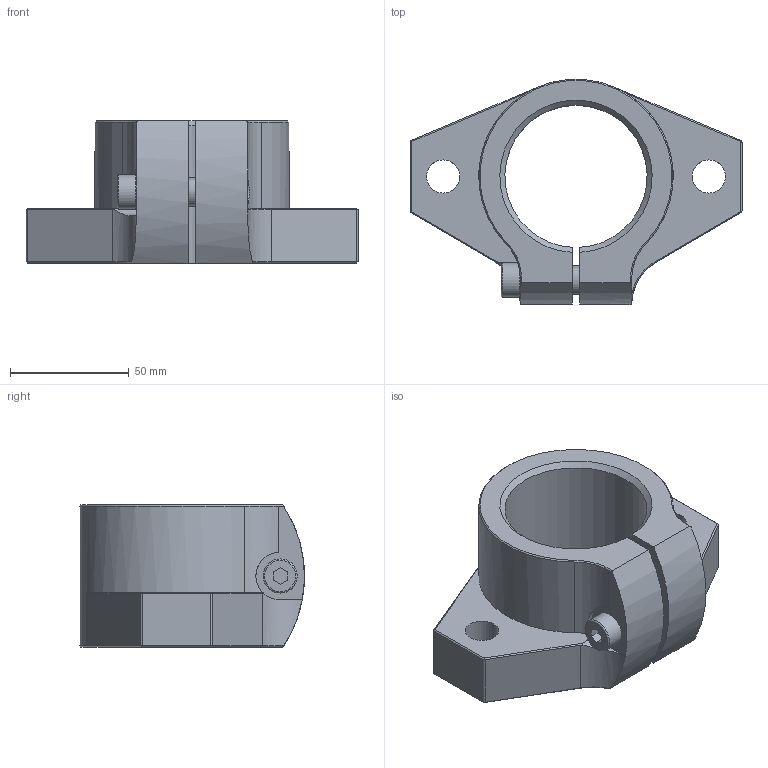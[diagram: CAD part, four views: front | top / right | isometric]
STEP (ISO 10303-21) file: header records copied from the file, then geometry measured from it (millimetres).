
FILE_DESCRIPTION(/* description */ ('STEP AP203'),/* implementation_level */ '2;1');
FILE_NAME(/* name */ 'SHF60',/* time_stamp */ '2022-08-20T08:59:04+02:00',/* author */ ('License CC BY-ND 4.0'),/* organization */ ('CADENAS'),/* preprocessor_version */ 'ST-DEVELOPER v18.102',/* originating_system */ 'PARTsolutions',/* authorisation */ ' ');
FILE_SCHEMA (('CONFIG_CONTROL_DESIGN'));
Length unit declared in the file: millimetre
Products named in the file (3): SHF60; SHF60screw1; SHF60SHF1
Assembly tree (2 placements, depth 2):
  SHF60
    SHF60screw1
    SHF60SHF1
Bounding box: 140 x 94.87 x 60 mm (x, y, z)
Volume: 250407.3 mm3; surface area: 49794.4 mm2
Topology: 2 solids, 2 shells, 78 faces, 191 edges, 118 vertices
Faces by surface type: plane 39, cylinder 19, cone 19, torus 1
Full cylindrical faces by diameter (mm): 12 x3, 14 x2, 14.4 x1
Entity records: 2330 total; most frequent: CARTESIAN_POINT 428, DIRECTION 394, ORIENTED_EDGE 360, EDGE_CURVE 180, AXIS2_PLACEMENT_3D 145, VERTEX_POINT 116, LINE 104, VECTOR 104
